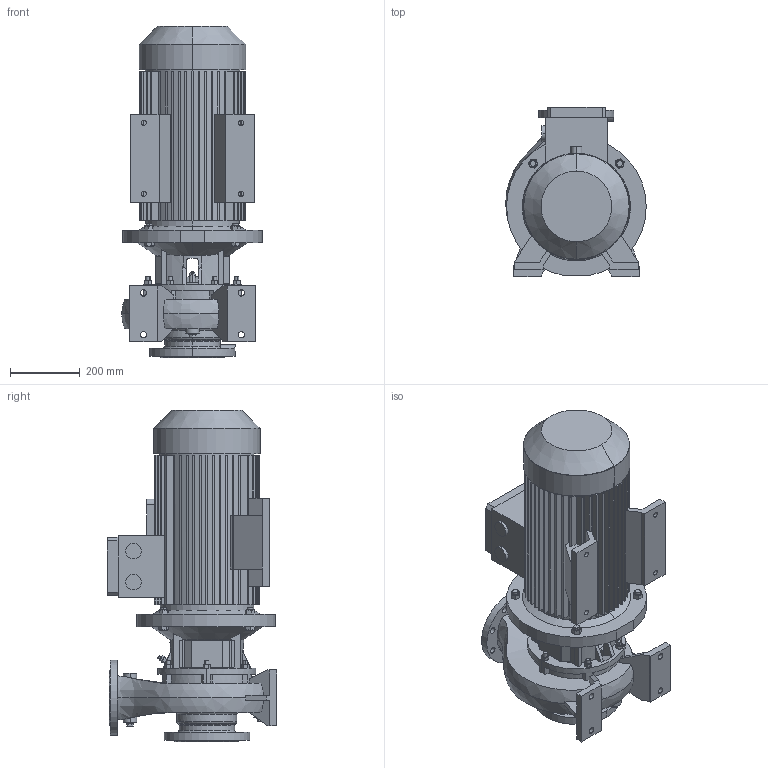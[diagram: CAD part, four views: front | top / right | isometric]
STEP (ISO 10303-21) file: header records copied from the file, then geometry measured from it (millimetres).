
FILE_DESCRIPTION (( 'STEP AP214' ), '1' );
FILE_NAME ('ﾌﾓ-311-200-ﾌ3-311-319-01-16.step', '2025-04-07T08:18:11', ( 'adb' ), ( '' ), 'SwSTEP 2.0', 'SolidWorks 2016', '' );
FILE_SCHEMA (( 'AUTOMOTIVE_DESIGN' ));
Length unit declared in the file: millimetre
Products named in the file (1): ﾌﾓ-311-200-ﾌ3-311-319-01-16
Bounding box: 402.3 x 485 x 948 mm (x, y, z)
Volume: 58093279.9 mm3; surface area: 3012739.8 mm2
Topology: 8 solids, 19 shells, 1097 faces, 2909 edges, 1905 vertices
Faces by surface type: plane 600, cylinder 378, cone 87, bspline 25, torus 7
Entity records: 55177 total; most frequent: CARTESIAN_POINT 15644, ORIENTED_EDGE 5814, DIRECTION 5556, EDGE_CURVE 2907, AXIS2_PLACEMENT_3D 1996, VERTEX_POINT 1905, VECTOR 1564, LINE 1564
